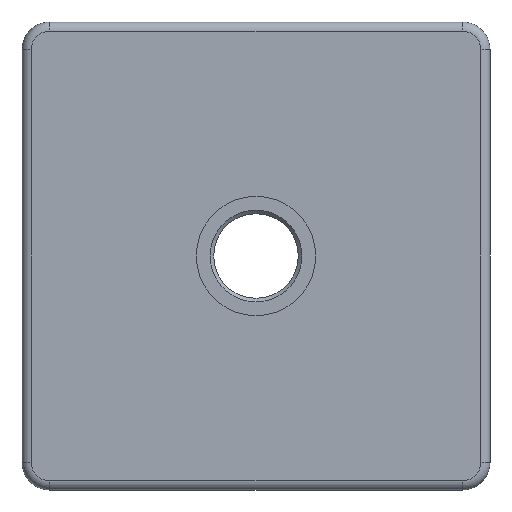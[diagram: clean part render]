
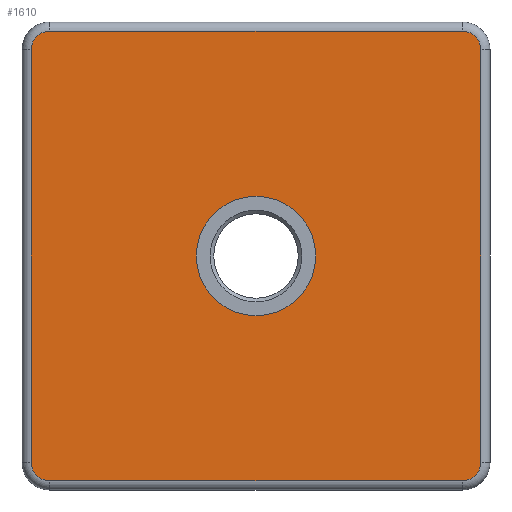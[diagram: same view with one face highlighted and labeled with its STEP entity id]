
A CAD part, front view. The second image highlights one B-rep face of the part: STEP entity #1610.
In plain terms, the highlighted planar face has unit normal (0, -1, 0).
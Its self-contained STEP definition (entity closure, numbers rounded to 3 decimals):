
#29=FACE_BOUND('',#336,.T.);
#49=PLANE('',#1760);
#126=CIRCLE('',#1734,2.);
#132=CIRCLE('',#1742,2.);
#136=CIRCLE('',#1748,2.);
#140=CIRCLE('',#1754,2.);
#141=CIRCLE('',#1761,6.5);
#244=FACE_OUTER_BOUND('',#335,.T.);
#335=EDGE_LOOP('',(#1357,#1358,#1359,#1360,#1361,#1362,#1363,#1364));
#336=EDGE_LOOP('',(#1365));
#458=LINE('',#3842,#590);
#460=LINE('',#3854,#592);
#462=LINE('',#3866,#594);
#463=LINE('',#3874,#595);
#590=VECTOR('',#2074,45.);
#592=VECTOR('',#2088,45.);
#594=VECTOR('',#2102,45.);
#595=VECTOR('',#2113,45.);
#779=VERTEX_POINT('',#3830);
#780=VERTEX_POINT('',#3832);
#782=VERTEX_POINT('',#3838);
#784=VERTEX_POINT('',#3844);
#786=VERTEX_POINT('',#3850);
#788=VERTEX_POINT('',#3856);
#790=VERTEX_POINT('',#3862);
#792=VERTEX_POINT('',#3868);
#794=VERTEX_POINT('',#3886);
#980=EDGE_CURVE('',#779,#780,#126,.T.);
#985=EDGE_CURVE('',#780,#782,#458,.T.);
#988=EDGE_CURVE('',#782,#784,#132,.T.);
#991=EDGE_CURVE('',#784,#786,#460,.T.);
#994=EDGE_CURVE('',#786,#788,#136,.T.);
#997=EDGE_CURVE('',#788,#790,#462,.T.);
#1000=EDGE_CURVE('',#790,#792,#140,.T.);
#1001=EDGE_CURVE('',#792,#779,#463,.T.);
#1008=EDGE_CURVE('',#794,#794,#141,.T.);
#1357=ORIENTED_EDGE('',*,*,#980,.F.);
#1358=ORIENTED_EDGE('',*,*,#1001,.F.);
#1359=ORIENTED_EDGE('',*,*,#1000,.F.);
#1360=ORIENTED_EDGE('',*,*,#997,.F.);
#1361=ORIENTED_EDGE('',*,*,#994,.F.);
#1362=ORIENTED_EDGE('',*,*,#991,.F.);
#1363=ORIENTED_EDGE('',*,*,#988,.F.);
#1364=ORIENTED_EDGE('',*,*,#985,.F.);
#1365=ORIENTED_EDGE('',*,*,#1008,.T.);
#1610=ADVANCED_FACE('',(#244,#29),#49,.F.);
#1734=AXIS2_PLACEMENT_3D('',#3833,#2063,#2064);
#1742=AXIS2_PLACEMENT_3D('',#3848,#2081,#2082);
#1748=AXIS2_PLACEMENT_3D('',#3860,#2095,#2096);
#1754=AXIS2_PLACEMENT_3D('',#3872,#2109,#2110);
#1760=AXIS2_PLACEMENT_3D('',#3885,#2128,#2129);
#1761=AXIS2_PLACEMENT_3D('',#3887,#2130,#2131);
#2063=DIRECTION('center_axis',(0.,1.,0.));
#2064=DIRECTION('ref_axis',(0.707,0.,-0.707));
#2074=DIRECTION('',(-1.,0.,0.));
#2081=DIRECTION('center_axis',(0.,1.,0.));
#2082=DIRECTION('ref_axis',(-0.707,0.,-0.707));
#2088=DIRECTION('',(0.,0.,1.));
#2095=DIRECTION('center_axis',(0.,1.,0.));
#2096=DIRECTION('ref_axis',(-0.707,0.,0.707));
#2102=DIRECTION('',(1.,0.,0.));
#2109=DIRECTION('center_axis',(0.,1.,0.));
#2110=DIRECTION('ref_axis',(0.707,0.,0.707));
#2113=DIRECTION('',(0.,0.,-1.));
#2128=DIRECTION('center_axis',(0.,1.,0.));
#2129=DIRECTION('ref_axis',(0.,0.,1.));
#2130=DIRECTION('center_axis',(0.,1.,0.));
#2131=DIRECTION('ref_axis',(-1.,0.,0.));
#3830=CARTESIAN_POINT('',(24.5,-6.,-22.5));
#3832=CARTESIAN_POINT('',(22.5,-6.,-24.5));
#3833=CARTESIAN_POINT('Origin',(22.5,-6.,-22.5));
#3838=CARTESIAN_POINT('',(-22.5,-6.,-24.5));
#3842=CARTESIAN_POINT('',(-12.75,-6.,-24.5));
#3844=CARTESIAN_POINT('',(-24.5,-6.,-22.5));
#3848=CARTESIAN_POINT('Origin',(-22.5,-6.,-22.5));
#3850=CARTESIAN_POINT('',(-24.5,-6.,22.5));
#3854=CARTESIAN_POINT('',(-24.5,-6.,12.75));
#3856=CARTESIAN_POINT('',(-22.5,-6.,24.5));
#3860=CARTESIAN_POINT('Origin',(-22.5,-6.,22.5));
#3862=CARTESIAN_POINT('',(22.5,-6.,24.5));
#3866=CARTESIAN_POINT('',(12.75,-6.,24.5));
#3868=CARTESIAN_POINT('',(24.5,-6.,22.5));
#3872=CARTESIAN_POINT('Origin',(22.5,-6.,22.5));
#3874=CARTESIAN_POINT('',(24.5,-6.,-12.75));
#3885=CARTESIAN_POINT('Origin',(0.,-6.,0.));
#3886=CARTESIAN_POINT('',(6.5,-6.,0.));
#3887=CARTESIAN_POINT('Origin',(0.,-6.,0.));
